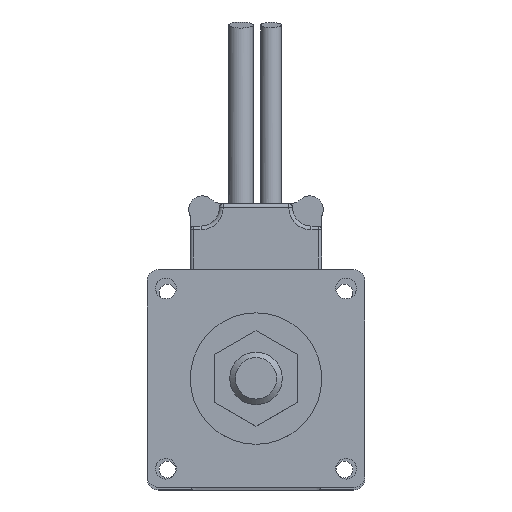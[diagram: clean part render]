
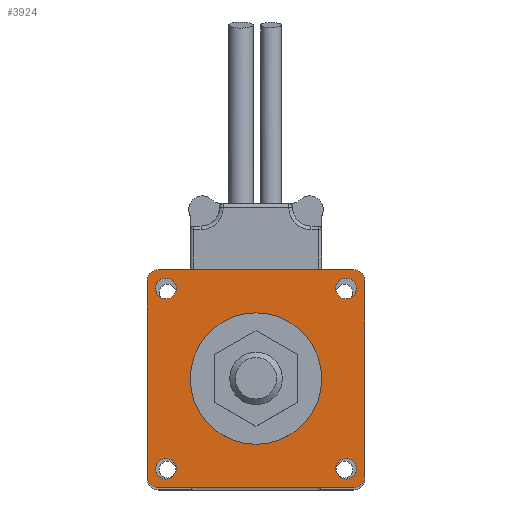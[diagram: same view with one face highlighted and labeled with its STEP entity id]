
A CAD part, top view. The second image highlights one B-rep face of the part: STEP entity #3924.
In plain terms, the highlighted planar face has unit normal (0, 0, 1).
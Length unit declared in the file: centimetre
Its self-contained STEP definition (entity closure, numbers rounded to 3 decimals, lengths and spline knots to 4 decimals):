
#576=VECTOR('',#5310,1.);
#577=VECTOR('',#5311,1.);
#578=VECTOR('',#5312,1.);
#579=VECTOR('',#5313,1.);
#862=LINE('',#6400,#576);
#863=LINE('',#6401,#577);
#864=LINE('',#6402,#578);
#865=LINE('',#6403,#579);
#979=PLANE('',#4339);
#1253=VERTEX_POINT('',#6292);
#1290=VERTEX_POINT('',#6365);
#1291=VERTEX_POINT('',#6368);
#1292=VERTEX_POINT('',#6371);
#1293=VERTEX_POINT('',#6374);
#1294=VERTEX_POINT('',#6377);
#1295=VERTEX_POINT('',#6378);
#1296=VERTEX_POINT('',#6383);
#1297=VERTEX_POINT('',#6384);
#1298=VERTEX_POINT('',#6389);
#1299=VERTEX_POINT('',#6390);
#1300=VERTEX_POINT('',#6395);
#1301=VERTEX_POINT('',#6396);
#1524=CIRCLE('',#4300,1.75);
#1545=CIRCLE('',#4324,0.275);
#1546=CIRCLE('',#4326,0.275);
#1547=CIRCLE('',#4328,0.275);
#1548=CIRCLE('',#4330,0.275);
#1549=CIRCLE('',#4332,0.3);
#1550=CIRCLE('',#4334,0.3);
#1551=CIRCLE('',#4336,0.3);
#1552=CIRCLE('',#4338,0.3221);
#1977=EDGE_CURVE('',#1253,#1253,#1524,.T.);
#2014=EDGE_CURVE('',#1290,#1290,#1545,.T.);
#2015=EDGE_CURVE('',#1291,#1291,#1546,.T.);
#2016=EDGE_CURVE('',#1292,#1292,#1547,.T.);
#2017=EDGE_CURVE('',#1293,#1293,#1548,.T.);
#2018=EDGE_CURVE('',#1294,#1295,#1549,.T.);
#2021=EDGE_CURVE('',#1296,#1297,#1550,.T.);
#2024=EDGE_CURVE('',#1298,#1299,#1551,.T.);
#2027=EDGE_CURVE('',#1300,#1301,#1552,.T.);
#2030=EDGE_CURVE('',#1301,#1294,#862,.T.);
#2031=EDGE_CURVE('',#1299,#1300,#863,.T.);
#2032=EDGE_CURVE('',#1297,#1298,#864,.T.);
#2033=EDGE_CURVE('',#1295,#1296,#865,.T.);
#2967=ORIENTED_EDGE('',*,*,#1977,.T.);
#2968=ORIENTED_EDGE('',*,*,#2018,.F.);
#2969=ORIENTED_EDGE('',*,*,#2030,.F.);
#2970=ORIENTED_EDGE('',*,*,#2027,.F.);
#2971=ORIENTED_EDGE('',*,*,#2031,.F.);
#2972=ORIENTED_EDGE('',*,*,#2024,.F.);
#2973=ORIENTED_EDGE('',*,*,#2032,.F.);
#2974=ORIENTED_EDGE('',*,*,#2021,.F.);
#2975=ORIENTED_EDGE('',*,*,#2033,.F.);
#2976=ORIENTED_EDGE('',*,*,#2017,.F.);
#2977=ORIENTED_EDGE('',*,*,#2016,.F.);
#2978=ORIENTED_EDGE('',*,*,#2015,.F.);
#2979=ORIENTED_EDGE('',*,*,#2014,.F.);
#3406=EDGE_LOOP('',(#2967));
#3407=EDGE_LOOP('',(#2968,#2969,#2970,#2971,#2972,#2973,#2974,#2975));
#3408=EDGE_LOOP('',(#2976));
#3409=EDGE_LOOP('',(#2977));
#3410=EDGE_LOOP('',(#2978));
#3411=EDGE_LOOP('',(#2979));
#3687=FACE_BOUND('',#3406,.T.);
#3688=FACE_BOUND('',#3407,.T.);
#3689=FACE_BOUND('',#3408,.T.);
#3690=FACE_BOUND('',#3409,.T.);
#3691=FACE_BOUND('',#3410,.T.);
#3692=FACE_BOUND('',#3411,.T.);
#3924=ADVANCED_FACE('',(#3687,#3688,#3689,#3690,#3691,#3692),#979,.T.);
#4300=AXIS2_PLACEMENT_3D('',#6291,#5213,#5214);
#4324=AXIS2_PLACEMENT_3D('',#6364,#5271,#5272);
#4326=AXIS2_PLACEMENT_3D('',#6367,#5275,#5276);
#4328=AXIS2_PLACEMENT_3D('',#6370,#5279,#5280);
#4330=AXIS2_PLACEMENT_3D('',#6373,#5283,#5284);
#4332=AXIS2_PLACEMENT_3D('',#6376,#5287,#5288);
#4334=AXIS2_PLACEMENT_3D('',#6382,#5293,#5294);
#4336=AXIS2_PLACEMENT_3D('',#6388,#5299,#5300);
#4338=AXIS2_PLACEMENT_3D('',#6394,#5305,#5306);
#4339=AXIS2_PLACEMENT_3D('',#6399,#5309,$);
#5213=DIRECTION('',(0.,0.,-1.));
#5214=DIRECTION('',(1.75,0.,0.));
#5271=DIRECTION('',(0.,0.,1.));
#5272=DIRECTION('',(0.275,0.,0.));
#5275=DIRECTION('',(0.,0.,1.));
#5276=DIRECTION('',(0.275,0.,0.));
#5279=DIRECTION('',(0.,0.,1.));
#5280=DIRECTION('',(0.275,0.,0.));
#5283=DIRECTION('',(0.,0.,1.));
#5284=DIRECTION('',(0.275,0.,0.));
#5287=DIRECTION('',(0.,0.,-1.));
#5288=DIRECTION('',(0.3,0.,0.));
#5293=DIRECTION('',(0.,0.,-1.));
#5294=DIRECTION('',(0.3,0.,0.));
#5299=DIRECTION('',(0.,0.,-1.));
#5300=DIRECTION('',(0.3,0.,0.));
#5305=DIRECTION('',(0.,0.,-1.));
#5306=DIRECTION('',(0.322,0.,0.));
#5309=DIRECTION('',(0.,0.,1.));
#5310=DIRECTION('',(0.,1.,0.));
#5311=DIRECTION('',(-1.,0.,0.));
#5312=DIRECTION('',(0.,-1.,0.));
#5313=DIRECTION('',(1.,0.,0.));
#6291=CARTESIAN_POINT('',(0.,0.,37.85));
#6292=CARTESIAN_POINT('',(1.75,0.,37.85));
#6364=CARTESIAN_POINT('',(2.4,-2.4,37.85));
#6365=CARTESIAN_POINT('',(2.675,-2.4,37.85));
#6367=CARTESIAN_POINT('',(2.4,2.4,37.85));
#6368=CARTESIAN_POINT('',(2.675,2.4,37.85));
#6370=CARTESIAN_POINT('',(-2.4,2.4,37.85));
#6371=CARTESIAN_POINT('',(-2.125,2.4,37.85));
#6373=CARTESIAN_POINT('',(-2.4,-2.4,37.85));
#6374=CARTESIAN_POINT('',(-2.125,-2.4,37.85));
#6376=CARTESIAN_POINT('',(-2.6,2.6,37.85));
#6377=CARTESIAN_POINT('',(-2.9,2.6,37.85));
#6378=CARTESIAN_POINT('',(-2.6,2.9,37.85));
#6382=CARTESIAN_POINT('',(2.6,2.6,37.85));
#6383=CARTESIAN_POINT('',(2.6,2.9,37.85));
#6384=CARTESIAN_POINT('',(2.9,2.6,37.85));
#6388=CARTESIAN_POINT('',(2.6,-2.6,37.85));
#6389=CARTESIAN_POINT('',(2.9,-2.6,37.85));
#6390=CARTESIAN_POINT('',(2.6,-2.9,37.85));
#6394=CARTESIAN_POINT('',(-2.5779,-2.5779,37.85));
#6395=CARTESIAN_POINT('',(-2.5779,-2.9,37.85));
#6396=CARTESIAN_POINT('',(-2.9,-2.5779,37.85));
#6399=CARTESIAN_POINT('',(0.0013,0.0013,37.85));
#6400=CARTESIAN_POINT('',(-2.9,2.6,37.85));
#6401=CARTESIAN_POINT('',(-2.5779,-2.9,37.85));
#6402=CARTESIAN_POINT('',(2.9,-2.6,37.85));
#6403=CARTESIAN_POINT('',(2.6,2.9,37.85));
